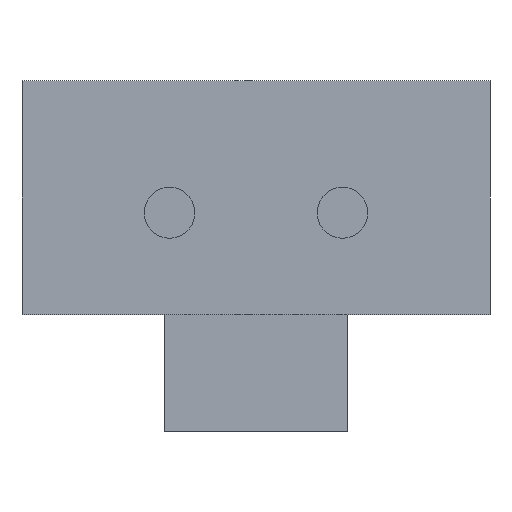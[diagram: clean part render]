
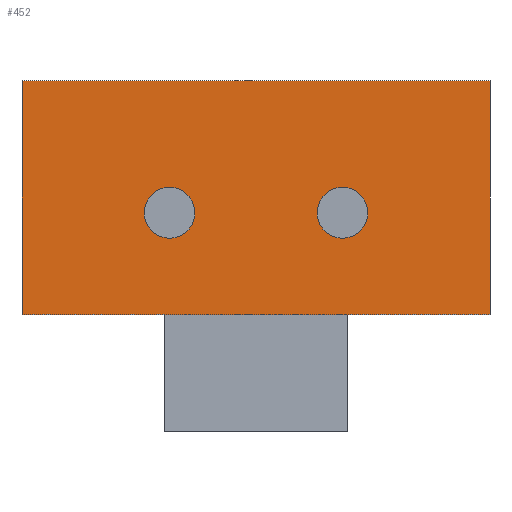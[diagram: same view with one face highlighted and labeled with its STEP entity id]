
A CAD part, front view. The second image highlights one B-rep face of the part: STEP entity #452.
In plain terms, the highlighted planar face has unit normal (0, -1, 0).
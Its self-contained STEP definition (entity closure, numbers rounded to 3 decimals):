
#2 = VERTEX_POINT ( 'NONE', #23 ) ;
#7 = VECTOR ( 'NONE', #497, 1000. ) ;
#16 = DIRECTION ( 'NONE',  ( 0., 1., 0. ) ) ;
#23 = CARTESIAN_POINT ( 'NONE',  ( 2.3, 0., -1.15 ) ) ;
#26 = LINE ( 'NONE', #286, #7 ) ;
#30 = DIRECTION ( 'NONE',  ( 0., 0., 1. ) ) ;
#48 = EDGE_CURVE ( 'NONE', #221, #2, #120, .T. ) ;
#51 = ORIENTED_EDGE ( 'NONE', *, *, #219, .T. ) ;
#53 = EDGE_CURVE ( 'NONE', #2, #220, #275, .T. ) ;
#54 = DIRECTION ( 'NONE',  ( 0., 0., 1. ) ) ;
#59 = CARTESIAN_POINT ( 'NONE',  ( -0.85, 0., -0.15 ) ) ;
#64 = DIRECTION ( 'NONE',  ( 0., 0., -1. ) ) ;
#72 = CARTESIAN_POINT ( 'NONE',  ( 0., 0., 0. ) ) ;
#83 = VECTOR ( 'NONE', #64, 1000. ) ;
#93 = DIRECTION ( 'NONE',  ( 0., 0., 1. ) ) ;
#100 = DIRECTION ( 'NONE',  ( 0., 1., 0. ) ) ;
#103 = AXIS2_PLACEMENT_3D ( 'NONE', #296, #186, #93 ) ;
#108 = ORIENTED_EDGE ( 'NONE', *, *, #253, .T. ) ;
#117 = VECTOR ( 'NONE', #476, 1000. ) ;
#120 = LINE ( 'NONE', #295, #83 ) ;
#144 = CIRCLE ( 'NONE', #175, 0.25 ) ;
#147 = ORIENTED_EDGE ( 'NONE', *, *, #389, .T. ) ;
#151 = AXIS2_PLACEMENT_3D ( 'NONE', #59, #184, #415 ) ;
#163 = PLANE ( 'NONE',  #434 ) ;
#164 = CIRCLE ( 'NONE', #151, 0.25 ) ;
#170 = VERTEX_POINT ( 'NONE', #319 ) ;
#172 = CARTESIAN_POINT ( 'NONE',  ( -2.3, 0., -1.15 ) ) ;
#175 = AXIS2_PLACEMENT_3D ( 'NONE', #262, #16, #54 ) ;
#184 = DIRECTION ( 'NONE',  ( 0., 1., 0. ) ) ;
#186 = DIRECTION ( 'NONE',  ( 0., 1., 0. ) ) ;
#191 = DIRECTION ( 'NONE',  ( -1., 0., 0. ) ) ;
#197 = FACE_OUTER_BOUND ( 'NONE', #376, .T. ) ;
#214 = VERTEX_POINT ( 'NONE', #303 ) ;
#215 = ORIENTED_EDGE ( 'NONE', *, *, #53, .F. ) ;
#219 = EDGE_CURVE ( 'NONE', #264, #340, #229, .T. ) ;
#220 = VERTEX_POINT ( 'NONE', #379 ) ;
#221 = VERTEX_POINT ( 'NONE', #445 ) ;
#228 = EDGE_CURVE ( 'NONE', #170, #214, #164, .T. ) ;
#229 = CIRCLE ( 'NONE', #103, 0.25 ) ;
#232 = CIRCLE ( 'NONE', #495, 0.25 ) ;
#250 = ORIENTED_EDGE ( 'NONE', *, *, #228, .T. ) ;
#253 = EDGE_CURVE ( 'NONE', #340, #264, #144, .T. ) ;
#256 = EDGE_LOOP ( 'NONE', ( #147, #250 ) ) ;
#262 = CARTESIAN_POINT ( 'NONE',  ( 0.85, 0., -0.15 ) ) ;
#264 = VERTEX_POINT ( 'NONE', #341 ) ;
#269 = DIRECTION ( 'NONE',  ( 0., 0., 1. ) ) ;
#275 = LINE ( 'NONE', #481, #432 ) ;
#282 = FACE_BOUND ( 'NONE', #256, .T. ) ;
#286 = CARTESIAN_POINT ( 'NONE',  ( -2.3, 0., 1.15 ) ) ;
#295 = CARTESIAN_POINT ( 'NONE',  ( 2.3, 0., -1.15 ) ) ;
#296 = CARTESIAN_POINT ( 'NONE',  ( 0.85, 0., -0.15 ) ) ;
#303 = CARTESIAN_POINT ( 'NONE',  ( -0.85, 0., 0.1 ) ) ;
#308 = EDGE_CURVE ( 'NONE', #220, #442, #468, .T. ) ;
#310 = ORIENTED_EDGE ( 'NONE', *, *, #48, .F. ) ;
#319 = CARTESIAN_POINT ( 'NONE',  ( -0.85, 0., -0.4 ) ) ;
#340 = VERTEX_POINT ( 'NONE', #438 ) ;
#341 = CARTESIAN_POINT ( 'NONE',  ( 0.85, 0., 0.1 ) ) ;
#343 = CARTESIAN_POINT ( 'NONE',  ( -0.85, 0., -0.15 ) ) ;
#376 = EDGE_LOOP ( 'NONE', ( #310, #402, #492, #215 ) ) ;
#379 = CARTESIAN_POINT ( 'NONE',  ( -2.3, 0., -1.15 ) ) ;
#385 = EDGE_LOOP ( 'NONE', ( #51, #108 ) ) ;
#389 = EDGE_CURVE ( 'NONE', #214, #170, #232, .T. ) ;
#390 = DIRECTION ( 'NONE',  ( 0., 1., 0. ) ) ;
#391 = CARTESIAN_POINT ( 'NONE',  ( -2.3, 0., 1.15 ) ) ;
#402 = ORIENTED_EDGE ( 'NONE', *, *, #478, .F. ) ;
#415 = DIRECTION ( 'NONE',  ( 0., 0., 1. ) ) ;
#432 = VECTOR ( 'NONE', #191, 1000. ) ;
#434 = AXIS2_PLACEMENT_3D ( 'NONE', #72, #390, #30 ) ;
#438 = CARTESIAN_POINT ( 'NONE',  ( 0.85, 0., -0.4 ) ) ;
#440 = FACE_BOUND ( 'NONE', #385, .T. ) ;
#442 = VERTEX_POINT ( 'NONE', #391 ) ;
#445 = CARTESIAN_POINT ( 'NONE',  ( 2.3, 0., 1.15 ) ) ;
#452 = ADVANCED_FACE ( 'NONE', ( #440, #282, #197 ), #163, .F. ) ;
#468 = LINE ( 'NONE', #172, #117 ) ;
#476 = DIRECTION ( 'NONE',  ( 0., 0., 1. ) ) ;
#478 = EDGE_CURVE ( 'NONE', #442, #221, #26, .T. ) ;
#481 = CARTESIAN_POINT ( 'NONE',  ( -2.3, 0., -1.15 ) ) ;
#492 = ORIENTED_EDGE ( 'NONE', *, *, #308, .F. ) ;
#495 = AXIS2_PLACEMENT_3D ( 'NONE', #343, #100, #269 ) ;
#497 = DIRECTION ( 'NONE',  ( 1., 0., 0. ) ) ;
